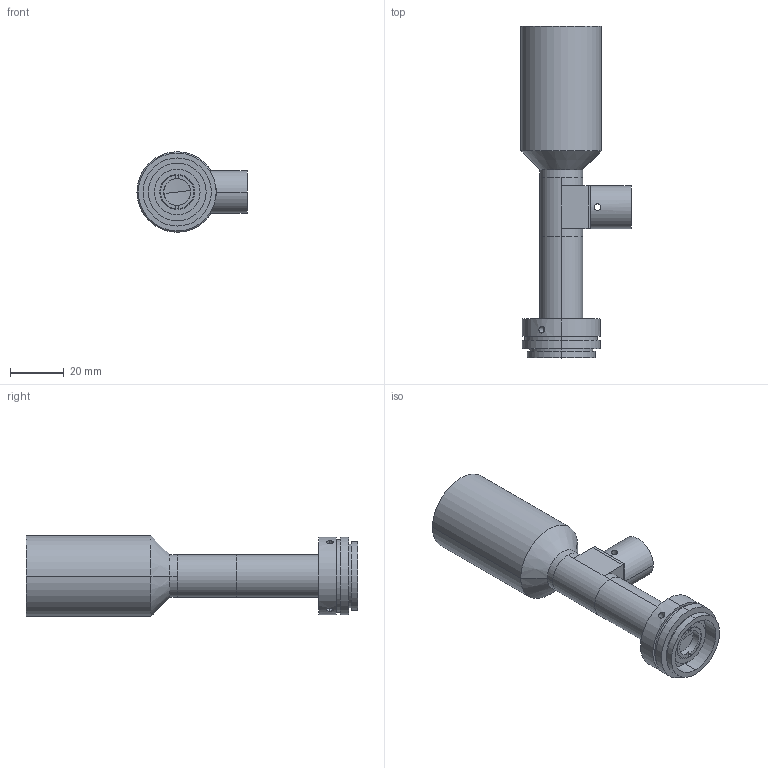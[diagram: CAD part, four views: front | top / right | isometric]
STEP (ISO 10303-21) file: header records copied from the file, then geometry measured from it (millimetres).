
FILE_DESCRIPTION (( 'STEP AP203' ), '1' );
FILE_NAME ('XF-T08X110D.STEP', '2015-07-31T06:20:17', ( 'Lxtx999.CoM' ), ( 'Lxtx999.CoM' ), 'SwSTEP 2.0', 'SolidWorks 2014', '' );
FILE_SCHEMA (( 'CONFIG_CONTROL_DESIGN' ));
Length unit declared in the file: millimetre
Products named in the file (1): XF-T08X110D
Bounding box: 41 x 123.59 x 30 mm (x, y, z)
Surface area: 14695.8 mm2 (no closed solid volume)
Topology: 0 solids, 11 shells, 113 faces, 294 edges, 196 vertices
Faces by surface type: cylinder 65, plane 42, sphere 4, cone 2
Entity records: 3923 total; most frequent: CARTESIAN_POINT 992, DIRECTION 650, ORIENTED_EDGE 512, EDGE_CURVE 294, AXIS2_PLACEMENT_3D 262, VERTEX_POINT 196, CIRCLE 148, EDGE_LOOP 140
